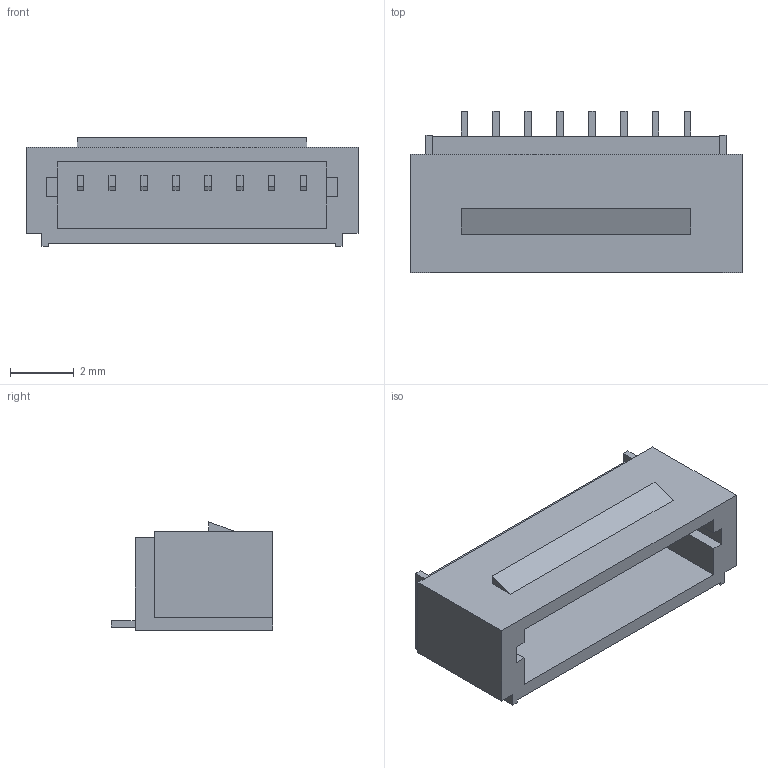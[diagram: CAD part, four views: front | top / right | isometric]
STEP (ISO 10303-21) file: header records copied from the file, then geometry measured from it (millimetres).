
FILE_DESCRIPTION(/* description */ (''),/* implementation_level */ '2;1');
FILE_NAME(/* name */ 'PCN_100.stp',/* time_stamp */ '2024-05-02T09:29:42-03:00',/* author */ ('Reservaa'),/* organization */ (''),/* preprocessor_version */ 'ST-DEVELOPER v20',/* originating_system */ 'Autodesk Inventor 2024',/* authorisation */ '');
FILE_SCHEMA (('AUTOMOTIVE_DESIGN { 1 0 10303 214 3 1 1 }'));
Length unit declared in the file: millimetre
Products named in the file (2): PCN_100; BM08B-SRSS
Assembly tree (1 placements, depth 2):
  PCN_100
    BM08B-SRSS
Bounding box: 10.4 x 5.05 x 3.4 mm (x, y, z)
Volume: 76 mm3; surface area: 269.3 mm2
Topology: 1 solids, 1 shells, 125 faces, 339 edges, 226 vertices
Faces by surface type: plane 125
Entity records: 4083 total; most frequent: CARTESIAN_POINT 693, ORIENTED_EDGE 678, DIRECTION 595, LINE 339, VECTOR 339, EDGE_CURVE 339, VERTEX_POINT 226, EDGE_LOOP 135
